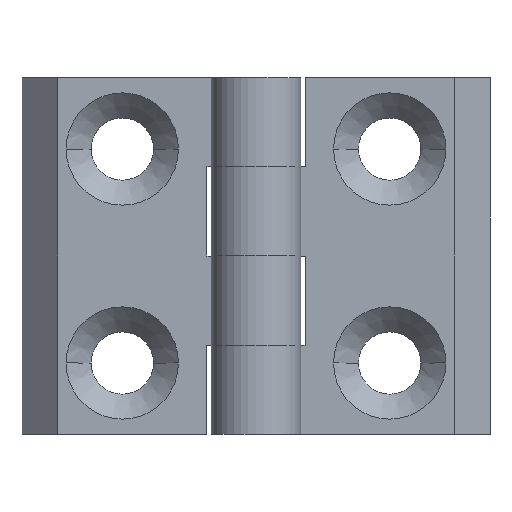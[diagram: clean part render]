
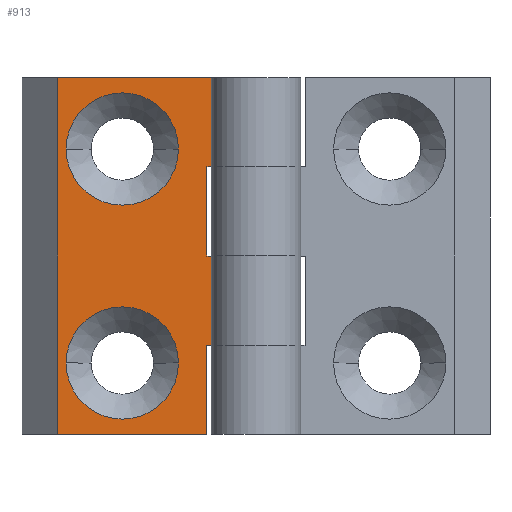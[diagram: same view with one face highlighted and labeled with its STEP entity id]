
A CAD part, top view. The second image highlights one B-rep face of the part: STEP entity #913.
In plain terms, the highlighted planar face has unit normal (0, 0, 1).
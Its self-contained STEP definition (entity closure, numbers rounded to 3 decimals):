
#4 = ORIENTED_EDGE ( 'NONE', *, *, #431, .F. ) ;
#8 = LINE ( 'NONE', #962, #124 ) ;
#31 = CARTESIAN_POINT ( 'NONE',  ( -22.25, 20., 0. ) ) ;
#42 = CARTESIAN_POINT ( 'NONE',  ( -22.25, 10., 0. ) ) ;
#52 = CARTESIAN_POINT ( 'NONE',  ( -22.25, 20., 0. ) ) ;
#76 = CARTESIAN_POINT ( 'NONE',  ( -22.25, 20., 0. ) ) ;
#89 = EDGE_CURVE ( 'NONE', #748, #1466, #465, .T. ) ;
#90 = EDGE_LOOP ( 'NONE', ( #167, #333, #986, #1212, #285, #567, #182, #1420, #650, #1092 ) ) ;
#103 = VERTEX_POINT ( 'NONE', #1413 ) ;
#107 = CARTESIAN_POINT ( 'NONE',  ( -5., 10., 0. ) ) ;
#124 = VECTOR ( 'NONE', #801, 1000. ) ;
#154 = VERTEX_POINT ( 'NONE', #1197 ) ;
#167 = ORIENTED_EDGE ( 'NONE', *, *, #903, .T. ) ;
#182 = ORIENTED_EDGE ( 'NONE', *, *, #1243, .T. ) ;
#190 = FACE_BOUND ( 'NONE', #1178, .T. ) ;
#225 = DIRECTION ( 'NONE',  ( 0., 0., 1. ) ) ;
#235 = DIRECTION ( 'NONE',  ( 0., 0., 1. ) ) ;
#255 = CARTESIAN_POINT ( 'NONE',  ( -15., -12., 0. ) ) ;
#285 = ORIENTED_EDGE ( 'NONE', *, *, #934, .T. ) ;
#290 = DIRECTION ( 'NONE',  ( 1., 0., 0. ) ) ;
#292 = VERTEX_POINT ( 'NONE', #719 ) ;
#307 = DIRECTION ( 'NONE',  ( 0., 0., -1. ) ) ;
#324 = CIRCLE ( 'NONE', #1282, 6.3 ) ;
#326 = DIRECTION ( 'NONE',  ( 1., 0., 0. ) ) ;
#333 = ORIENTED_EDGE ( 'NONE', *, *, #538, .T. ) ;
#334 = DIRECTION ( 'NONE',  ( 1., 0., 0. ) ) ;
#352 = AXIS2_PLACEMENT_3D ( 'NONE', #1340, #235, #713 ) ;
#368 = VERTEX_POINT ( 'NONE', #1537 ) ;
#374 = VECTOR ( 'NONE', #1372, 1000. ) ;
#376 = VERTEX_POINT ( 'NONE', #1443 ) ;
#423 = CIRCLE ( 'NONE', #938, 6.3 ) ;
#431 = EDGE_CURVE ( 'NONE', #1080, #154, #937, .T. ) ;
#439 = CARTESIAN_POINT ( 'NONE',  ( -22.25, 20., 0. ) ) ;
#464 = VERTEX_POINT ( 'NONE', #1103 ) ;
#465 = LINE ( 'NONE', #1287, #941 ) ;
#466 = AXIS2_PLACEMENT_3D ( 'NONE', #586, #225, #708 ) ;
#481 = CARTESIAN_POINT ( 'NONE',  ( -21.3, 12., 0. ) ) ;
#493 = DIRECTION ( 'NONE',  ( 1., 0., 0. ) ) ;
#496 = LINE ( 'NONE', #31, #1476 ) ;
#497 = VECTOR ( 'NONE', #537, 1000. ) ;
#537 = DIRECTION ( 'NONE',  ( 0., -1., 0. ) ) ;
#538 = EDGE_CURVE ( 'NONE', #464, #1172, #1469, .T. ) ;
#543 = CARTESIAN_POINT ( 'NONE',  ( -5., 20., 0. ) ) ;
#567 = ORIENTED_EDGE ( 'NONE', *, *, #89, .T. ) ;
#586 = CARTESIAN_POINT ( 'NONE',  ( -15., 12., 0. ) ) ;
#635 = CARTESIAN_POINT ( 'NONE',  ( -15., -12., 0. ) ) ;
#650 = ORIENTED_EDGE ( 'NONE', *, *, #760, .F. ) ;
#663 = LINE ( 'NONE', #1019, #1076 ) ;
#668 = CARTESIAN_POINT ( 'NONE',  ( -5.5, -10., 0. ) ) ;
#671 = FACE_OUTER_BOUND ( 'NONE', #90, .T. ) ;
#704 = VERTEX_POINT ( 'NONE', #439 ) ;
#708 = DIRECTION ( 'NONE',  ( 1., 0., 0. ) ) ;
#709 = EDGE_CURVE ( 'NONE', #368, #1172, #663, .T. ) ;
#713 = DIRECTION ( 'NONE',  ( 1., 0., 0. ) ) ;
#719 = CARTESIAN_POINT ( 'NONE',  ( -5., -10., 0. ) ) ;
#748 = VERTEX_POINT ( 'NONE', #912 ) ;
#760 = EDGE_CURVE ( 'NONE', #103, #292, #1397, .T. ) ;
#762 = DIRECTION ( 'NONE',  ( -1., 0., 0. ) ) ;
#773 = DIRECTION ( 'NONE',  ( 0., -1., 0. ) ) ;
#783 = LINE ( 'NONE', #804, #822 ) ;
#801 = DIRECTION ( 'NONE',  ( -1., 0., 0. ) ) ;
#804 = CARTESIAN_POINT ( 'NONE',  ( -22.25, -10., 0. ) ) ;
#805 = EDGE_LOOP ( 'NONE', ( #925, #1300 ) ) ;
#822 = VECTOR ( 'NONE', #326, 1000. ) ;
#823 = EDGE_CURVE ( 'NONE', #704, #368, #496, .T. ) ;
#880 = LINE ( 'NONE', #1478, #1153 ) ;
#903 = EDGE_CURVE ( 'NONE', #1280, #464, #1021, .T. ) ;
#912 = CARTESIAN_POINT ( 'NONE',  ( -22.25, -20., 0. ) ) ;
#913 = ADVANCED_FACE ( 'NONE', ( #190, #1138, #671 ), #1391, .F. ) ;
#916 = VECTOR ( 'NONE', #773, 1000. ) ;
#925 = ORIENTED_EDGE ( 'NONE', *, *, #970, .F. ) ;
#934 = EDGE_CURVE ( 'NONE', #704, #748, #1244, .T. ) ;
#937 = CIRCLE ( 'NONE', #466, 6.3 ) ;
#938 = AXIS2_PLACEMENT_3D ( 'NONE', #255, #1283, #290 ) ;
#941 = VECTOR ( 'NONE', #334, 1000. ) ;
#944 = VECTOR ( 'NONE', #1006, 1000. ) ;
#962 = CARTESIAN_POINT ( 'NONE',  ( -22.25, 0., 0. ) ) ;
#970 = EDGE_CURVE ( 'NONE', #376, #1532, #423, .T. ) ;
#986 = ORIENTED_EDGE ( 'NONE', *, *, #709, .F. ) ;
#1006 = DIRECTION ( 'NONE',  ( 1., 0., 0. ) ) ;
#1019 = CARTESIAN_POINT ( 'NONE',  ( -5., 20., 0. ) ) ;
#1021 = LINE ( 'NONE', #1383, #374 ) ;
#1035 = EDGE_CURVE ( 'NONE', #103, #1280, #8, .T. ) ;
#1076 = VECTOR ( 'NONE', #1518, 1000. ) ;
#1080 = VERTEX_POINT ( 'NONE', #481 ) ;
#1092 = ORIENTED_EDGE ( 'NONE', *, *, #1035, .T. ) ;
#1098 = CARTESIAN_POINT ( 'NONE',  ( -21.3, -12., 0. ) ) ;
#1103 = CARTESIAN_POINT ( 'NONE',  ( -5.5, 10., 0. ) ) ;
#1123 = CARTESIAN_POINT ( 'NONE',  ( -5.5, 0., 0. ) ) ;
#1138 = FACE_BOUND ( 'NONE', #805, .T. ) ;
#1153 = VECTOR ( 'NONE', #1362, 1000. ) ;
#1172 = VERTEX_POINT ( 'NONE', #107 ) ;
#1178 = EDGE_LOOP ( 'NONE', ( #1276, #4 ) ) ;
#1197 = CARTESIAN_POINT ( 'NONE',  ( -8.7, 12., 0. ) ) ;
#1212 = ORIENTED_EDGE ( 'NONE', *, *, #823, .F. ) ;
#1227 = AXIS2_PLACEMENT_3D ( 'NONE', #76, #307, #762 ) ;
#1243 = EDGE_CURVE ( 'NONE', #1466, #1350, #880, .T. ) ;
#1244 = LINE ( 'NONE', #52, #497 ) ;
#1276 = ORIENTED_EDGE ( 'NONE', *, *, #1543, .F. ) ;
#1280 = VERTEX_POINT ( 'NONE', #1123 ) ;
#1282 = AXIS2_PLACEMENT_3D ( 'NONE', #635, #1460, #493 ) ;
#1283 = DIRECTION ( 'NONE',  ( 0., 0., 1. ) ) ;
#1287 = CARTESIAN_POINT ( 'NONE',  ( -22.25, -20., 0. ) ) ;
#1291 = CARTESIAN_POINT ( 'NONE',  ( -5.5, -20., 0. ) ) ;
#1300 = ORIENTED_EDGE ( 'NONE', *, *, #1524, .F. ) ;
#1337 = DIRECTION ( 'NONE',  ( 1., 0., 0. ) ) ;
#1340 = CARTESIAN_POINT ( 'NONE',  ( -15., 12., 0. ) ) ;
#1350 = VERTEX_POINT ( 'NONE', #668 ) ;
#1362 = DIRECTION ( 'NONE',  ( 0., 1., 0. ) ) ;
#1372 = DIRECTION ( 'NONE',  ( 0., 1., 0. ) ) ;
#1383 = CARTESIAN_POINT ( 'NONE',  ( -5.5, 20., 0. ) ) ;
#1391 = PLANE ( 'NONE',  #1227 ) ;
#1397 = LINE ( 'NONE', #543, #916 ) ;
#1413 = CARTESIAN_POINT ( 'NONE',  ( -5., 0., 0. ) ) ;
#1420 = ORIENTED_EDGE ( 'NONE', *, *, #1464, .T. ) ;
#1443 = CARTESIAN_POINT ( 'NONE',  ( -8.7, -12., 0. ) ) ;
#1460 = DIRECTION ( 'NONE',  ( 0., 0., 1. ) ) ;
#1464 = EDGE_CURVE ( 'NONE', #1350, #292, #783, .T. ) ;
#1466 = VERTEX_POINT ( 'NONE', #1291 ) ;
#1469 = LINE ( 'NONE', #42, #944 ) ;
#1476 = VECTOR ( 'NONE', #1337, 1000. ) ;
#1478 = CARTESIAN_POINT ( 'NONE',  ( -5.5, 20., 0. ) ) ;
#1518 = DIRECTION ( 'NONE',  ( 0., -1., 0. ) ) ;
#1524 = EDGE_CURVE ( 'NONE', #1532, #376, #324, .T. ) ;
#1532 = VERTEX_POINT ( 'NONE', #1098 ) ;
#1537 = CARTESIAN_POINT ( 'NONE',  ( -5., 20., 0. ) ) ;
#1543 = EDGE_CURVE ( 'NONE', #154, #1080, #1553, .T. ) ;
#1553 = CIRCLE ( 'NONE', #352, 6.3 ) ;
